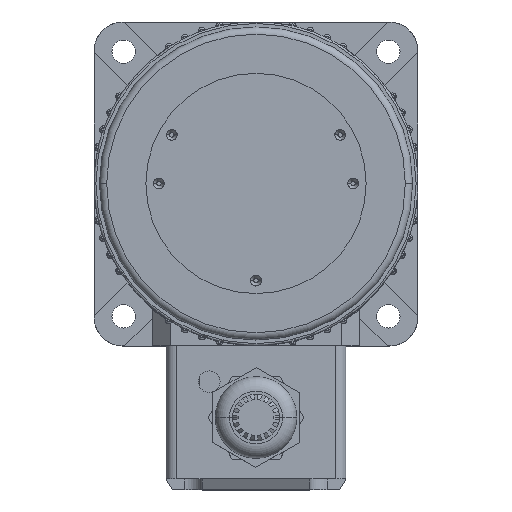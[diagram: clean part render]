
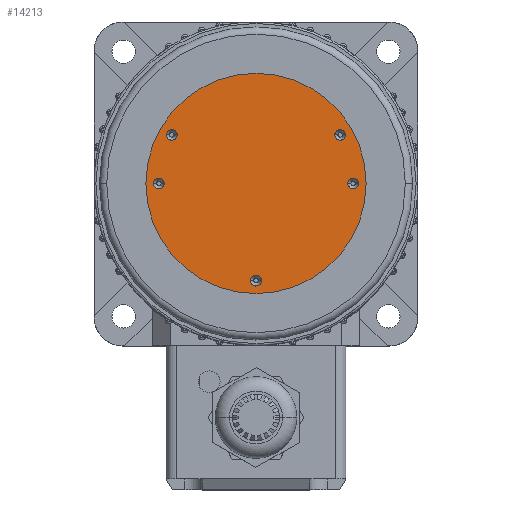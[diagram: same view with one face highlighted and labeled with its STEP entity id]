
A CAD part, top view. The second image highlights one B-rep face of the part: STEP entity #14213.
In plain terms, the highlighted planar face has unit normal (0, 0, 1).
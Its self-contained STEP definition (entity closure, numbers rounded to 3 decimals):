
#14 = EDGE_CURVE ( 'NONE', #7843, #4612, #2195, .T. ) ;
#23 = DIRECTION ( 'NONE',  ( 0., 0., 1. ) ) ;
#174 = FACE_BOUND ( 'NONE', #17127, .T. ) ;
#693 = EDGE_CURVE ( 'NONE', #5286, #14713, #3670, .T. ) ;
#704 = CARTESIAN_POINT ( 'NONE',  ( -28.5, 0., 96. ) ) ;
#725 = EDGE_CURVE ( 'NONE', #9407, #916, #14185, .T. ) ;
#757 = CIRCLE ( 'NONE', #3570, 1.5 ) ;
#786 = ORIENTED_EDGE ( 'NONE', *, *, #3462, .F. ) ;
#916 = VERTEX_POINT ( 'NONE', #9187 ) ;
#1265 = CARTESIAN_POINT ( 'NONE',  ( -21.883, 13.5, 96. ) ) ;
#1473 = CARTESIAN_POINT ( 'NONE',  ( -25.5, 0., 96. ) ) ;
#1885 = EDGE_LOOP ( 'NONE', ( #3763, #9625 ) ) ;
#2028 = DIRECTION ( 'NONE',  ( 1., 0., 0. ) ) ;
#2195 = CIRCLE ( 'NONE', #4257, 1.5 ) ;
#2379 = CARTESIAN_POINT ( 'NONE',  ( 30.6, 0., 96. ) ) ;
#2456 = DIRECTION ( 'NONE',  ( 0., 0., 1. ) ) ;
#2492 = AXIS2_PLACEMENT_3D ( 'NONE', #11394, #3196, #12762 ) ;
#2861 = DIRECTION ( 'NONE',  ( 0., 0., 1. ) ) ;
#3009 = DIRECTION ( 'NONE',  ( 0., 0., 1. ) ) ;
#3196 = DIRECTION ( 'NONE',  ( 0., 0., 1. ) ) ;
#3198 = CARTESIAN_POINT ( 'NONE',  ( 28.5, 0., 96. ) ) ;
#3412 = CARTESIAN_POINT ( 'NONE',  ( 23.383, 13.5, 96. ) ) ;
#3462 = EDGE_CURVE ( 'NONE', #916, #9407, #16369, .T. ) ;
#3570 = AXIS2_PLACEMENT_3D ( 'NONE', #4918, #14507, #6285 ) ;
#3649 = CIRCLE ( 'NONE', #2492, 1.5 ) ;
#3670 = CIRCLE ( 'NONE', #7840, 1.5 ) ;
#3763 = ORIENTED_EDGE ( 'NONE', *, *, #13533, .F. ) ;
#3832 = FACE_BOUND ( 'NONE', #7397, .T. ) ;
#4209 = EDGE_CURVE ( 'NONE', #12379, #9767, #17413, .T. ) ;
#4257 = AXIS2_PLACEMENT_3D ( 'NONE', #3412, #12981, #4774 ) ;
#4612 = VERTEX_POINT ( 'NONE', #13210 ) ;
#4774 = DIRECTION ( 'NONE',  ( 1., 0., 0. ) ) ;
#4775 = EDGE_LOOP ( 'NONE', ( #17703, #16945 ) ) ;
#4918 = CARTESIAN_POINT ( 'NONE',  ( 27., 0., 96. ) ) ;
#5286 = VERTEX_POINT ( 'NONE', #13431 ) ;
#5351 = CARTESIAN_POINT ( 'NONE',  ( 27., 0., 96. ) ) ;
#5376 = EDGE_CURVE ( 'NONE', #7253, #14874, #11624, .T. ) ;
#5406 = CIRCLE ( 'NONE', #11065, 1.5 ) ;
#5587 = EDGE_CURVE ( 'NONE', #9767, #12379, #5406, .T. ) ;
#5745 = EDGE_CURVE ( 'NONE', #14713, #5286, #6907, .T. ) ;
#5805 = CARTESIAN_POINT ( 'NONE',  ( -30.6, 0., 96. ) ) ;
#5814 = AXIS2_PLACEMENT_3D ( 'NONE', #8255, #23, #9646 ) ;
#6036 = CARTESIAN_POINT ( 'NONE',  ( -23.383, 13.5, 96. ) ) ;
#6139 = CARTESIAN_POINT ( 'NONE',  ( -1.5, -27., 96. ) ) ;
#6285 = DIRECTION ( 'NONE',  ( 1., 0., 0. ) ) ;
#6393 = CIRCLE ( 'NONE', #17677, 1.5 ) ;
#6733 = DIRECTION ( 'NONE',  ( 1., 0., 0. ) ) ;
#6907 = CIRCLE ( 'NONE', #7057, 1.5 ) ;
#7052 = FACE_OUTER_BOUND ( 'NONE', #9504, .T. ) ;
#7057 = AXIS2_PLACEMENT_3D ( 'NONE', #6036, #15663, #7435 ) ;
#7253 = VERTEX_POINT ( 'NONE', #2379 ) ;
#7330 = CARTESIAN_POINT ( 'NONE',  ( -23.383, 13.5, 96. ) ) ;
#7382 = ORIENTED_EDGE ( 'NONE', *, *, #5376, .T. ) ;
#7397 = EDGE_LOOP ( 'NONE', ( #9342, #12810 ) ) ;
#7435 = DIRECTION ( 'NONE',  ( 1., 0., 0. ) ) ;
#7452 = CARTESIAN_POINT ( 'NONE',  ( 0., -27., 96. ) ) ;
#7491 = FACE_BOUND ( 'NONE', #1885, .T. ) ;
#7766 = AXIS2_PLACEMENT_3D ( 'NONE', #10667, #2456, #12026 ) ;
#7840 = AXIS2_PLACEMENT_3D ( 'NONE', #7330, #16933, #8720 ) ;
#7843 = VERTEX_POINT ( 'NONE', #11161 ) ;
#8052 = EDGE_LOOP ( 'NONE', ( #786, #12169 ) ) ;
#8231 = CARTESIAN_POINT ( 'NONE',  ( 0., 0., 96. ) ) ;
#8255 = CARTESIAN_POINT ( 'NONE',  ( -27., 0., 96. ) ) ;
#8515 = EDGE_CURVE ( 'NONE', #13199, #8733, #6393, .T. ) ;
#8720 = DIRECTION ( 'NONE',  ( 1., 0., 0. ) ) ;
#8733 = VERTEX_POINT ( 'NONE', #3198 ) ;
#8834 = DIRECTION ( 'NONE',  ( 1., 0., 0. ) ) ;
#8860 = PLANE ( 'NONE',  #15605 ) ;
#9187 = CARTESIAN_POINT ( 'NONE',  ( 1.5, -27., 96. ) ) ;
#9342 = ORIENTED_EDGE ( 'NONE', *, *, #5745, .F. ) ;
#9407 = VERTEX_POINT ( 'NONE', #6139 ) ;
#9504 = EDGE_LOOP ( 'NONE', ( #7382, #14849 ) ) ;
#9615 = DIRECTION ( 'NONE',  ( 1., 0., 0. ) ) ;
#9625 = ORIENTED_EDGE ( 'NONE', *, *, #14, .F. ) ;
#9646 = DIRECTION ( 'NONE',  ( 1., 0., 0. ) ) ;
#9767 = VERTEX_POINT ( 'NONE', #1473 ) ;
#10239 = CARTESIAN_POINT ( 'NONE',  ( 0., 0., 96. ) ) ;
#10621 = EDGE_CURVE ( 'NONE', #8733, #13199, #757, .T. ) ;
#10667 = CARTESIAN_POINT ( 'NONE',  ( 0., -27., 96. ) ) ;
#10692 = FACE_BOUND ( 'NONE', #4775, .T. ) ;
#11065 = AXIS2_PLACEMENT_3D ( 'NONE', #11199, #3009, #12579 ) ;
#11068 = CARTESIAN_POINT ( 'NONE',  ( 0., 0., 96. ) ) ;
#11119 = FACE_BOUND ( 'NONE', #8052, .T. ) ;
#11161 = CARTESIAN_POINT ( 'NONE',  ( 21.883, 13.5, 96. ) ) ;
#11199 = CARTESIAN_POINT ( 'NONE',  ( -27., 0., 96. ) ) ;
#11394 = CARTESIAN_POINT ( 'NONE',  ( 23.383, 13.5, 96. ) ) ;
#11503 = AXIS2_PLACEMENT_3D ( 'NONE', #7452, #17043, #8834 ) ;
#11581 = ORIENTED_EDGE ( 'NONE', *, *, #8515, .F. ) ;
#11624 = CIRCLE ( 'NONE', #16025, 30.6 ) ;
#11707 = ORIENTED_EDGE ( 'NONE', *, *, #10621, .F. ) ;
#12026 = DIRECTION ( 'NONE',  ( 1., 0., 0. ) ) ;
#12169 = ORIENTED_EDGE ( 'NONE', *, *, #725, .F. ) ;
#12379 = VERTEX_POINT ( 'NONE', #704 ) ;
#12436 = DIRECTION ( 'NONE',  ( 1., 0., 0. ) ) ;
#12579 = DIRECTION ( 'NONE',  ( 1., 0., 0. ) ) ;
#12762 = DIRECTION ( 'NONE',  ( 1., 0., 0. ) ) ;
#12810 = ORIENTED_EDGE ( 'NONE', *, *, #693, .F. ) ;
#12913 = DIRECTION ( 'NONE',  ( 0., 0., 1. ) ) ;
#12981 = DIRECTION ( 'NONE',  ( 0., 0., 1. ) ) ;
#13199 = VERTEX_POINT ( 'NONE', #16100 ) ;
#13210 = CARTESIAN_POINT ( 'NONE',  ( 24.883, 13.5, 96. ) ) ;
#13431 = CARTESIAN_POINT ( 'NONE',  ( -24.883, 13.5, 96. ) ) ;
#13533 = EDGE_CURVE ( 'NONE', #4612, #7843, #3649, .T. ) ;
#14028 = EDGE_CURVE ( 'NONE', #14874, #7253, #14572, .T. ) ;
#14103 = AXIS2_PLACEMENT_3D ( 'NONE', #11068, #2861, #12436 ) ;
#14185 = CIRCLE ( 'NONE', #11503, 1.5 ) ;
#14213 = ADVANCED_FACE ( 'NONE', ( #7491, #3832, #11119, #174, #10692, #7052 ), #8860, .T. ) ;
#14507 = DIRECTION ( 'NONE',  ( 0., 0., 1. ) ) ;
#14572 = CIRCLE ( 'NONE', #14103, 30.6 ) ;
#14713 = VERTEX_POINT ( 'NONE', #1265 ) ;
#14777 = DIRECTION ( 'NONE',  ( 0., 0., 1. ) ) ;
#14849 = ORIENTED_EDGE ( 'NONE', *, *, #14028, .T. ) ;
#14874 = VERTEX_POINT ( 'NONE', #5805 ) ;
#14962 = DIRECTION ( 'NONE',  ( 0., 0., 1. ) ) ;
#15605 = AXIS2_PLACEMENT_3D ( 'NONE', #10239, #12913, #2028 ) ;
#15663 = DIRECTION ( 'NONE',  ( 0., 0., 1. ) ) ;
#16025 = AXIS2_PLACEMENT_3D ( 'NONE', #8231, #14777, #9615 ) ;
#16100 = CARTESIAN_POINT ( 'NONE',  ( 25.5, 0., 96. ) ) ;
#16369 = CIRCLE ( 'NONE', #7766, 1.5 ) ;
#16933 = DIRECTION ( 'NONE',  ( 0., 0., 1. ) ) ;
#16945 = ORIENTED_EDGE ( 'NONE', *, *, #4209, .F. ) ;
#17043 = DIRECTION ( 'NONE',  ( 0., 0., 1. ) ) ;
#17127 = EDGE_LOOP ( 'NONE', ( #11707, #11581 ) ) ;
#17413 = CIRCLE ( 'NONE', #5814, 1.5 ) ;
#17677 = AXIS2_PLACEMENT_3D ( 'NONE', #5351, #14962, #6733 ) ;
#17703 = ORIENTED_EDGE ( 'NONE', *, *, #5587, .F. ) ;
